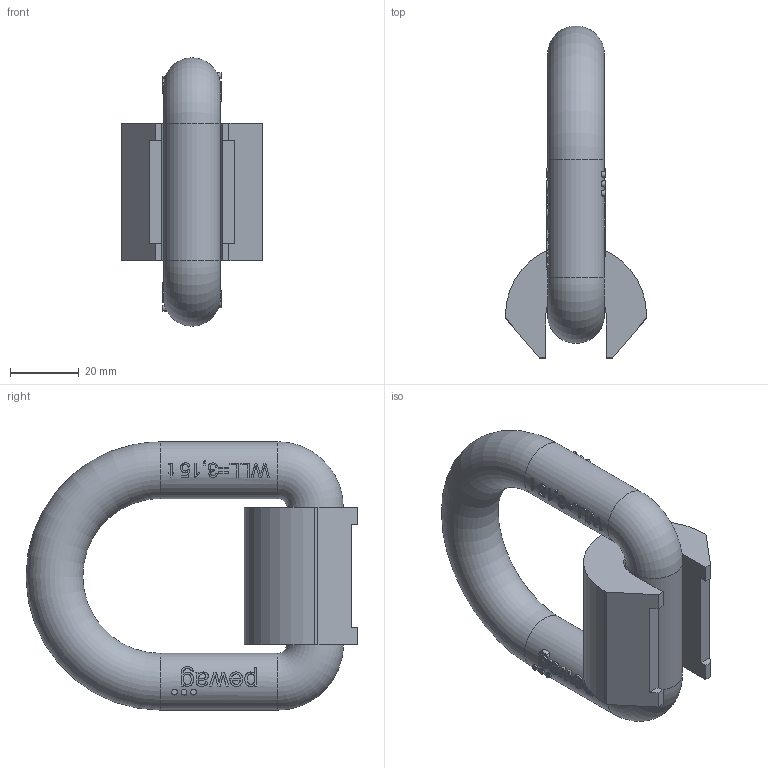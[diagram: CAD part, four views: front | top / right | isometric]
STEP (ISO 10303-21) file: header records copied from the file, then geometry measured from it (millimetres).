
FILE_DESCRIPTION(/* description */ (''),/* implementation_level */ '2;1');
FILE_NAME(/* name */ 'PLE_N_10.stp',/* time_stamp */ '2017-11-13T08:18:16+01:00',/* author */ (''),/* organization */ (''),/* preprocessor_version */ 'ST-DEVELOPER v16',/* originating_system */ 'SIEMENS PLM Software NX 11.0',/* authorisation */ '');
FILE_SCHEMA (('AUTOMOTIVE_DESIGN { 1 0 10303 214 3 1 1 1 }'));
Length unit declared in the file: millimetre
Products named in the file (1): pewag_PLE_Kundenmodell_10
Bounding box: 41 x 96.5 x 78 mm (x, y, z)
Volume: 79613.6 mm3; surface area: 20008.5 mm2
Topology: 2 solids, 2 shells, 430 faces, 1152 edges, 768 vertices
Faces by surface type: plane 230, extrusion 178, cylinder 19, torus 3
Full cylindrical faces by diameter (mm): 1.65 x6, 16.5 x3
Entity records: 17030 total; most frequent: CARTESIAN_POINT 7257, ORIENTED_EDGE 2268, DIRECTION 1400, EDGE_CURVE 1134, VERTEX_POINT 762, B_SPLINE_CURVE_WITH_KNOTS 716, VECTOR 654, EDGE_LOOP 486
